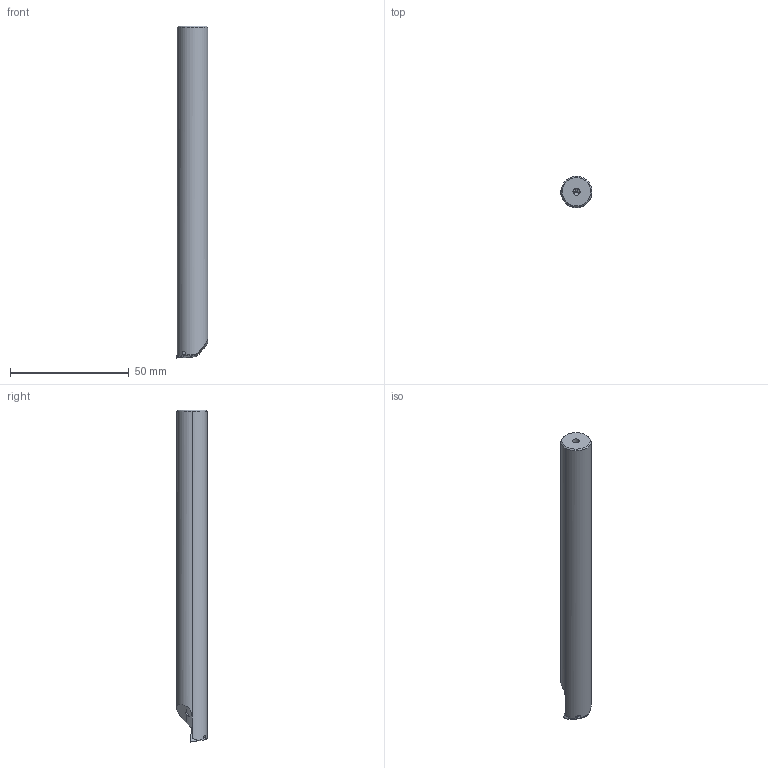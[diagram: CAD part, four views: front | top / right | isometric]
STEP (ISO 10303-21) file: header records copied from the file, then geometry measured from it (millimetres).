
FILE_DESCRIPTION(('no description'),'unknown implementation level');
FILE_NAME('468F25FD-8750-4D07-A4F8-DA78E414C041_export.stp',' ',('CIMSOURCE GmbH'),('CADClick - KiM GmbH - www.kimweb.de'),'unknown preprocess','ACIS','unknown authorization');
FILE_SCHEMA(('automotive_design'));
Length unit declared in the file: millimetre
Products named in the file (3): 615.210 Kaiser E 14 TP07 X D13 X 140HM|651.735 Kaiser TPGT 070203 K10C;Kombinieren1; 615.210 Kaiser E 14 TP07 X D13 X 140HM|694.103 Kaiser ETL M2x4.8 T6 IP 10S;Kreismuster1; 615.210 Kaiser E 14 TP07 X D13 X 140HM|615.210 Kaiser E 14 TP07 X D13 X 140HM;Verrundung2
Bounding box: 13.45 x 13 x 140.01 mm (x, y, z)
Volume: 16790.1 mm3; surface area: 7161.3 mm2
Topology: 3 solids, 3 shells, 85 faces, 224 edges, 133 vertices
Faces by surface type: cylinder 35, cone 24, plane 19, torus 6, bspline 1
Entity records: 5515 total; most frequent: CARTESIAN_POINT 942, DIRECTION 472, STYLED_ITEM 434, PRESENTATION_STYLE_ASSIGNMENT 434, COLOUR_RGB 434, ORIENTED_EDGE 426, EDGE_CURVE 213, CURVE_STYLE 213
